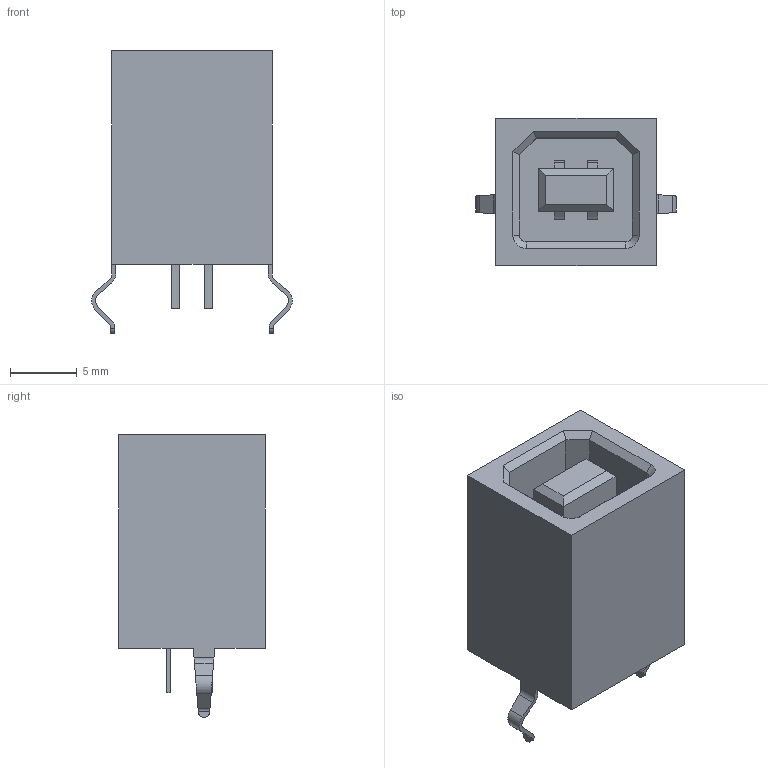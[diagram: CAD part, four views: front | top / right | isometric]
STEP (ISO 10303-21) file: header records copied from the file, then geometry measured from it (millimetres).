
FILE_DESCRIPTION (( 'STEP AP214' ), '1' );
FILE_NAME ('Samtec-$PARTNUMBER.STEP', '2015-04-08T12:23:52', ( 'Windows User' ), ( '' ), 'SwSTEP 2.0', 'SolidWorks 2015', '' );
FILE_SCHEMA (( 'AUTOMOTIVE_DESIGN' ));
Length unit declared in the file: millimetre
Products named in the file (1): Samtec-$PARTNUMBER
Bounding box: 15.04 x 11 x 21.15 mm (x, y, z)
Volume: 1690.2 mm3; surface area: 1506.2 mm2
Topology: 1 solids, 1 shells, 122 faces, 334 edges, 216 vertices
Faces by surface type: plane 94, cylinder 14, bspline 12, cone 2
Entity records: 4728 total; most frequent: CARTESIAN_POINT 955, ORIENTED_EDGE 668, DIRECTION 562, EDGE_CURVE 334, LINE 280, VECTOR 280, VERTEX_POINT 216, AXIS2_PLACEMENT_3D 141
